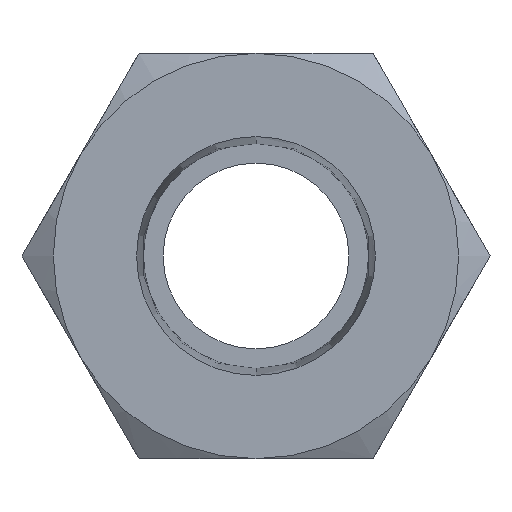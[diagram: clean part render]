
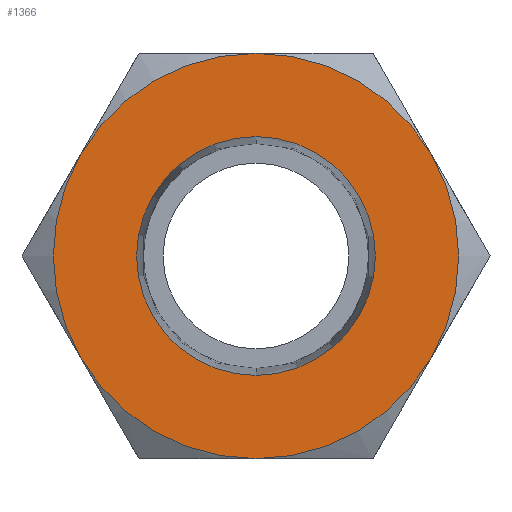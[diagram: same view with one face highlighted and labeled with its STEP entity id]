
A CAD part, front view. The second image highlights one B-rep face of the part: STEP entity #1366.
In plain terms, the highlighted planar face has unit normal (0, -1, 0).
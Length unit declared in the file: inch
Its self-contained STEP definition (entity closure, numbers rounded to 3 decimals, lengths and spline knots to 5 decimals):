
#135 = CIRCLE ( 'NONE', #1277, 0.3437 ) ;
#136 = ORIENTED_EDGE ( 'NONE', *, *, #477, .F. ) ;
#139 = DIRECTION ( 'NONE',  ( 0., 1., 0. ) ) ;
#178 = CARTESIAN_POINT ( 'NONE',  ( -0.29765, 0., -0.17185 ) ) ;
#285 = AXIS2_PLACEMENT_3D ( 'NONE', #1480, #139, #1721 ) ;
#333 = DIRECTION ( 'NONE',  ( 0., 1., 0. ) ) ;
#433 = VERTEX_POINT ( 'NONE', #446 ) ;
#443 = AXIS2_PLACEMENT_3D ( 'NONE', #2264, #902, #2496 ) ;
#446 = CARTESIAN_POINT ( 'NONE',  ( 0., 0., -0.2025 ) ) ;
#477 = EDGE_CURVE ( 'NONE', #601, #740, #2823, .T. ) ;
#486 = DIRECTION ( 'NONE',  ( 0., -1., 0. ) ) ;
#512 = AXIS2_PLACEMENT_3D ( 'NONE', #1835, #486, #2068 ) ;
#601 = VERTEX_POINT ( 'NONE', #2686 ) ;
#604 = EDGE_CURVE ( 'NONE', #433, #1731, #1884, .T. ) ;
#703 = CIRCLE ( 'NONE', #2463, 0.3437 ) ;
#713 = PLANE ( 'NONE',  #512 ) ;
#740 = VERTEX_POINT ( 'NONE', #798 ) ;
#761 = FACE_BOUND ( 'NONE', #900, .T. ) ;
#798 = CARTESIAN_POINT ( 'NONE',  ( 0., 0., -0.3437 ) ) ;
#832 = CARTESIAN_POINT ( 'NONE',  ( 0., 0., 0.3437 ) ) ;
#884 = DIRECTION ( 'NONE',  ( 0., 0., -1. ) ) ;
#891 = DIRECTION ( 'NONE',  ( 0., 1., 0. ) ) ;
#900 = EDGE_LOOP ( 'NONE', ( #1754, #2735 ) ) ;
#902 = DIRECTION ( 'NONE',  ( 0., 1., 0. ) ) ;
#903 = EDGE_LOOP ( 'NONE', ( #1428, #2513, #2102, #1147, #136, #1645 ) ) ;
#925 = CARTESIAN_POINT ( 'NONE',  ( 0., 0., 0. ) ) ;
#941 = VERTEX_POINT ( 'NONE', #2272 ) ;
#942 = EDGE_CURVE ( 'NONE', #740, #2056, #135, .T. ) ;
#1103 = CARTESIAN_POINT ( 'NONE',  ( 0., 0., 0. ) ) ;
#1141 = DIRECTION ( 'NONE',  ( 0., 0., -1. ) ) ;
#1147 = ORIENTED_EDGE ( 'NONE', *, *, #942, .F. ) ;
#1277 = AXIS2_PLACEMENT_3D ( 'NONE', #1948, #1939, #1934 ) ;
#1333 = CIRCLE ( 'NONE', #443, 0.3437 ) ;
#1363 = DIRECTION ( 'NONE',  ( 0., 1., 0. ) ) ;
#1366 = ADVANCED_FACE ( 'NONE', ( #761, #2495 ), #713, .T. ) ;
#1428 = ORIENTED_EDGE ( 'NONE', *, *, #2317, .F. ) ;
#1480 = CARTESIAN_POINT ( 'NONE',  ( 0., 0., 0. ) ) ;
#1485 = CIRCLE ( 'NONE', #285, 0.3437 ) ;
#1490 = AXIS2_PLACEMENT_3D ( 'NONE', #925, #2520, #1141 ) ;
#1514 = EDGE_CURVE ( 'NONE', #2056, #941, #1333, .T. ) ;
#1528 = DIRECTION ( 'NONE',  ( 0., 0., 1. ) ) ;
#1585 = EDGE_CURVE ( 'NONE', #1731, #433, #2758, .T. ) ;
#1605 = CARTESIAN_POINT ( 'NONE',  ( 0., 0., 0.2025 ) ) ;
#1645 = ORIENTED_EDGE ( 'NONE', *, *, #2690, .F. ) ;
#1696 = CARTESIAN_POINT ( 'NONE',  ( 0., 0., 0. ) ) ;
#1708 = VERTEX_POINT ( 'NONE', #2039 ) ;
#1721 = DIRECTION ( 'NONE',  ( 0., 0., 1. ) ) ;
#1731 = VERTEX_POINT ( 'NONE', #1605 ) ;
#1752 = DIRECTION ( 'NONE',  ( 0., 1., 0. ) ) ;
#1754 = ORIENTED_EDGE ( 'NONE', *, *, #604, .T. ) ;
#1759 = CARTESIAN_POINT ( 'NONE',  ( 0., 0., 0. ) ) ;
#1835 = CARTESIAN_POINT ( 'NONE',  ( -0.2731, 0., 0. ) ) ;
#1836 = EDGE_CURVE ( 'NONE', #941, #1921, #2195, .T. ) ;
#1884 = CIRCLE ( 'NONE', #2875, 0.2025 ) ;
#1921 = VERTEX_POINT ( 'NONE', #832 ) ;
#1929 = DIRECTION ( 'NONE',  ( 0., 0., 1. ) ) ;
#1934 = DIRECTION ( 'NONE',  ( 0., 0., 1. ) ) ;
#1939 = DIRECTION ( 'NONE',  ( 0., 1., 0. ) ) ;
#1948 = CARTESIAN_POINT ( 'NONE',  ( 0., 0., 0. ) ) ;
#1997 = AXIS2_PLACEMENT_3D ( 'NONE', #1696, #333, #1929 ) ;
#2039 = CARTESIAN_POINT ( 'NONE',  ( 0.29765, 0., 0.17185 ) ) ;
#2056 = VERTEX_POINT ( 'NONE', #178 ) ;
#2068 = DIRECTION ( 'NONE',  ( 0., 0., -1. ) ) ;
#2102 = ORIENTED_EDGE ( 'NONE', *, *, #1514, .F. ) ;
#2115 = AXIS2_PLACEMENT_3D ( 'NONE', #1759, #1752, #1528 ) ;
#2195 = CIRCLE ( 'NONE', #1997, 0.3437 ) ;
#2264 = CARTESIAN_POINT ( 'NONE',  ( 0., 0., 0. ) ) ;
#2272 = CARTESIAN_POINT ( 'NONE',  ( -0.29765, 0., 0.17185 ) ) ;
#2317 = EDGE_CURVE ( 'NONE', #1921, #1708, #703, .T. ) ;
#2463 = AXIS2_PLACEMENT_3D ( 'NONE', #2760, #1363, #2986 ) ;
#2495 = FACE_OUTER_BOUND ( 'NONE', #903, .T. ) ;
#2496 = DIRECTION ( 'NONE',  ( 0., 0., 1. ) ) ;
#2513 = ORIENTED_EDGE ( 'NONE', *, *, #1836, .F. ) ;
#2520 = DIRECTION ( 'NONE',  ( 0., 1., 0. ) ) ;
#2686 = CARTESIAN_POINT ( 'NONE',  ( 0.29765, 0., -0.17185 ) ) ;
#2690 = EDGE_CURVE ( 'NONE', #1708, #601, #1485, .T. ) ;
#2735 = ORIENTED_EDGE ( 'NONE', *, *, #1585, .T. ) ;
#2758 = CIRCLE ( 'NONE', #1490, 0.2025 ) ;
#2760 = CARTESIAN_POINT ( 'NONE',  ( 0., 0., 0. ) ) ;
#2823 = CIRCLE ( 'NONE', #2115, 0.3437 ) ;
#2875 = AXIS2_PLACEMENT_3D ( 'NONE', #1103, #891, #884 ) ;
#2986 = DIRECTION ( 'NONE',  ( 0., 0., 1. ) ) ;
